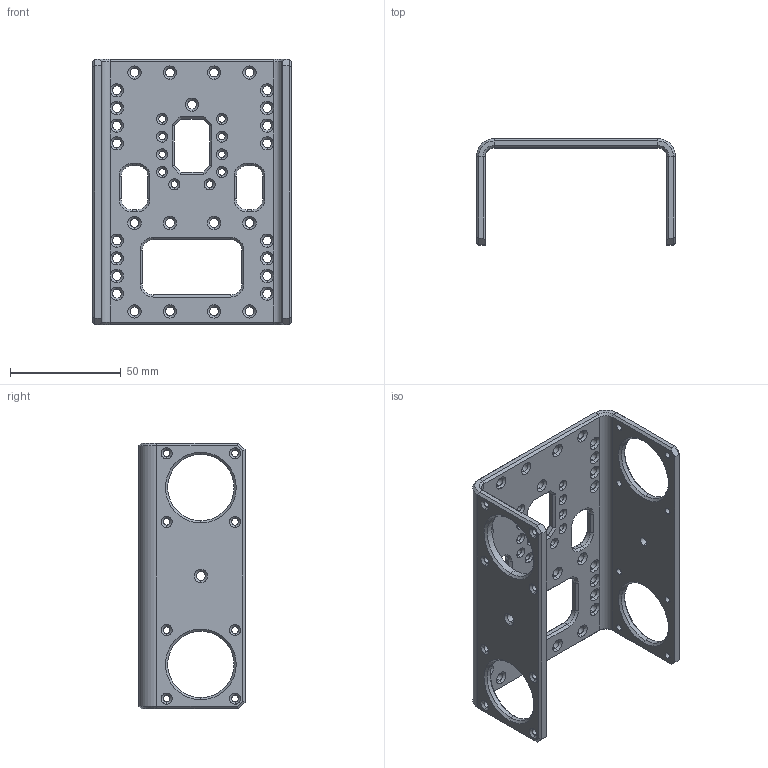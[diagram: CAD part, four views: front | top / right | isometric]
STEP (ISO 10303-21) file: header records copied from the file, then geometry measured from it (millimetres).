
FILE_DESCRIPTION (( 'STEP AP214' ), '1' );
FILE_NAME ('plaque_base_1.STEP', '2019-06-25T16:11:35', ( '' ), ( '' ), 'SwSTEP 2.0', 'SolidWorks 2014', '' );
FILE_SCHEMA (( 'AUTOMOTIVE_DESIGN' ));
Length unit declared in the file: millimetre
Products named in the file (1): plaque_base_1
Bounding box: 90 x 48 x 120 mm (x, y, z)
Volume: 60172.6 mm3; surface area: 36883.5 mm2
Topology: 1 solids, 1 shells, 398 faces, 988 edges, 576 vertices
Faces by surface type: cone 160, cylinder 138, plane 100
Entity records: 11974 total; most frequent: DIRECTION 2238, ORIENTED_EDGE 1976, CARTESIAN_POINT 1963, EDGE_CURVE 988, AXIS2_PLACEMENT_3D 851, VERTEX_POINT 576, VECTOR 536, LINE 536
